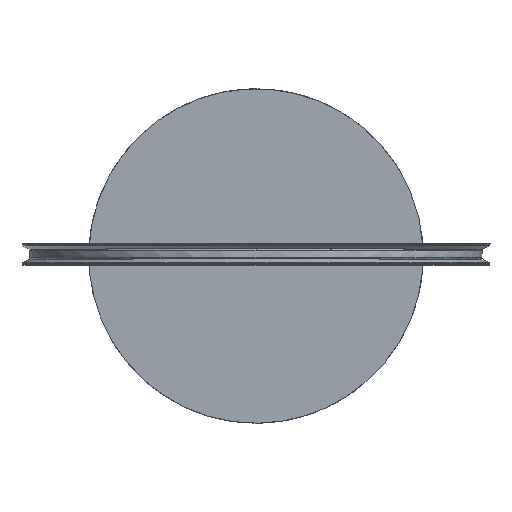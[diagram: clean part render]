
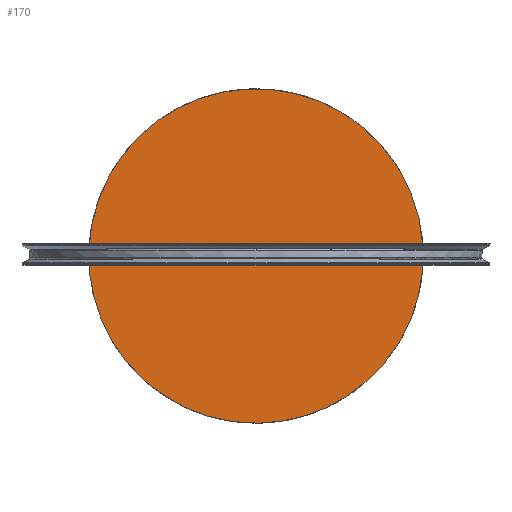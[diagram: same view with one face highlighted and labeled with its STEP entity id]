
A CAD part, top view. The second image highlights one B-rep face of the part: STEP entity #170.
In plain terms, the highlighted face is planar.
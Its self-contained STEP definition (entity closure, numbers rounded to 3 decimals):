
#118=FACE_BOUND('',#736,.T.);
#170=ADVANCED_FACE('',(#452,#118),#4715,.T.);
#452=FACE_OUTER_BOUND('',#735,.T.);
#735=EDGE_LOOP('',(#1073,#1074));
#736=EDGE_LOOP('',(#1075,#1076));
#1073=ORIENTED_EDGE('',*,*,#2620,.F.);
#1074=ORIENTED_EDGE('',*,*,#2631,.T.);
#1075=ORIENTED_EDGE('',*,*,#2634,.T.);
#1076=ORIENTED_EDGE('',*,*,#2627,.T.);
#2620=EDGE_CURVE('',#4174,#4175,#3396,.T.);
#2627=EDGE_CURVE('',#4179,#4180,#3400,.T.);
#2631=EDGE_CURVE('',#4174,#4175,#3402,.T.);
#2634=EDGE_CURVE('',#4180,#4179,#3405,.T.);
#3396=(
BOUNDED_CURVE()
B_SPLINE_CURVE(2,(#5701,#5702,#5703,#5704,#5705),.UNSPECIFIED.,.F.,.F.)
B_SPLINE_CURVE_WITH_KNOTS((3,2,3),(0.,500.,1000.),.UNSPECIFIED.)
CURVE()
GEOMETRIC_REPRESENTATION_ITEM()
RATIONAL_B_SPLINE_CURVE((1.,0.707,1.,0.707,1.))
REPRESENTATION_ITEM('')
);
#3400=(
BOUNDED_CURVE()
B_SPLINE_CURVE(2,(#5727,#5728,#5729,#5730,#5731),.UNSPECIFIED.,.F.,.F.)
B_SPLINE_CURVE_WITH_KNOTS((3,2,3),(-49.,-24.5,0.),.UNSPECIFIED.)
CURVE()
GEOMETRIC_REPRESENTATION_ITEM()
RATIONAL_B_SPLINE_CURVE((1.,0.707,1.,0.707,1.))
REPRESENTATION_ITEM('')
);
#3402=(
BOUNDED_CURVE()
B_SPLINE_CURVE(2,(#5741,#5742,#5743,#5744,#5745),.UNSPECIFIED.,.F.,.F.)
B_SPLINE_CURVE_WITH_KNOTS((3,2,3),(-1000.,-500.,0.),.UNSPECIFIED.)
CURVE()
GEOMETRIC_REPRESENTATION_ITEM()
RATIONAL_B_SPLINE_CURVE((1.,0.707,1.,0.707,1.))
REPRESENTATION_ITEM('')
);
#3405=(
BOUNDED_CURVE()
B_SPLINE_CURVE(2,(#5756,#5757,#5758,#5759,#5760),.UNSPECIFIED.,.F.,.F.)
B_SPLINE_CURVE_WITH_KNOTS((3,2,3),(-49.,-24.5,0.),.UNSPECIFIED.)
CURVE()
GEOMETRIC_REPRESENTATION_ITEM()
RATIONAL_B_SPLINE_CURVE((1.,0.707,1.,0.707,1.))
REPRESENTATION_ITEM('')
);
#4174=VERTEX_POINT('',#5690);
#4175=VERTEX_POINT('',#5691);
#4179=VERTEX_POINT('',#5695);
#4180=VERTEX_POINT('',#5696);
#4715=PLANE('',#5107);
#5107=AXIS2_PLACEMENT_3D('',#5665,#5378,$);
#5378=DIRECTION('',(0.,0.,-1.));
#5665=CARTESIAN_POINT('',(300.,-300.,0.));
#5690=CARTESIAN_POINT('',(-250.,0.,0.));
#5691=CARTESIAN_POINT('',(250.,0.,0.));
#5695=CARTESIAN_POINT('',(12.25,0.,0.));
#5696=CARTESIAN_POINT('',(-12.25,0.,0.));
#5701=CARTESIAN_POINT('',(-250.,0.,0.));
#5702=CARTESIAN_POINT('',(-250.,-250.,0.));
#5703=CARTESIAN_POINT('',(0.,-250.,0.));
#5704=CARTESIAN_POINT('',(250.,-250.,0.));
#5705=CARTESIAN_POINT('',(250.,0.,0.));
#5727=CARTESIAN_POINT('',(12.25,0.,0.));
#5728=CARTESIAN_POINT('',(12.25,12.25,0.));
#5729=CARTESIAN_POINT('',(0.,12.25,0.));
#5730=CARTESIAN_POINT('',(-12.25,12.25,0.));
#5731=CARTESIAN_POINT('',(-12.25,0.,0.));
#5741=CARTESIAN_POINT('',(-250.,0.,0.));
#5742=CARTESIAN_POINT('',(-250.,250.,0.));
#5743=CARTESIAN_POINT('',(0.,250.,0.));
#5744=CARTESIAN_POINT('',(250.,250.,0.));
#5745=CARTESIAN_POINT('',(250.,0.,0.));
#5756=CARTESIAN_POINT('',(-12.25,0.,0.));
#5757=CARTESIAN_POINT('',(-12.25,-12.25,0.));
#5758=CARTESIAN_POINT('',(0.,-12.25,0.));
#5759=CARTESIAN_POINT('',(12.25,-12.25,0.));
#5760=CARTESIAN_POINT('',(12.25,0.,0.));
